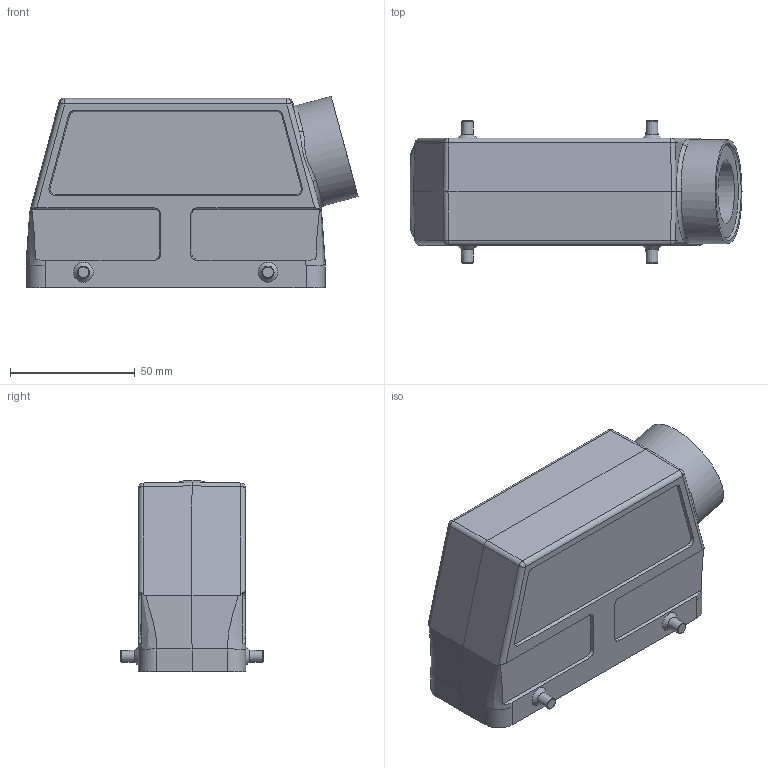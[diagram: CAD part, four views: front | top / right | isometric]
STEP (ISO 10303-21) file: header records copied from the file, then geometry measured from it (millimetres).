
FILE_DESCRIPTION((''),'2;1');
FILE_NAME('05300240561.stp','2020-07-13T16:07:05',('e.eickhoff'),(''),'Autodesk Inventor 2012','Autodesk Inventor 2012','');
FILE_SCHEMA(('AUTOMOTIVE_DESIGN { 1 0 10303 214 1 1 1 1 }'));
Length unit declared in the file: millimetre
Products named in the file (3): 05300240561; M25-PG29 Adapter
Assembly tree (2 placements, depth 2):
  05300240561
    05300240561
    M25-PG29 Adapter
Bounding box: 133.09 x 57.2 x 76.77 mm (x, y, z)
Volume: 98460.3 mm3; surface area: 58950.3 mm2
Topology: 2 solids, 2 shells, 321 faces, 808 edges, 519 vertices
Faces by surface type: plane 181, cylinder 58, cone 41, bspline 36, sphere 5
Full cylindrical faces by diameter (mm): 3 x4, 25.5 x1, 32 x1, 37 x1, 37.5 x1, 41.65 x1
Entity records: 11192 total; most frequent: CARTESIAN_POINT 3556, ORIENTED_EDGE 1538, DIRECTION 1496, EDGE_CURVE 769, AXIS2_PLACEMENT_3D 507, VERTEX_POINT 506, VECTOR 482, LINE 482
